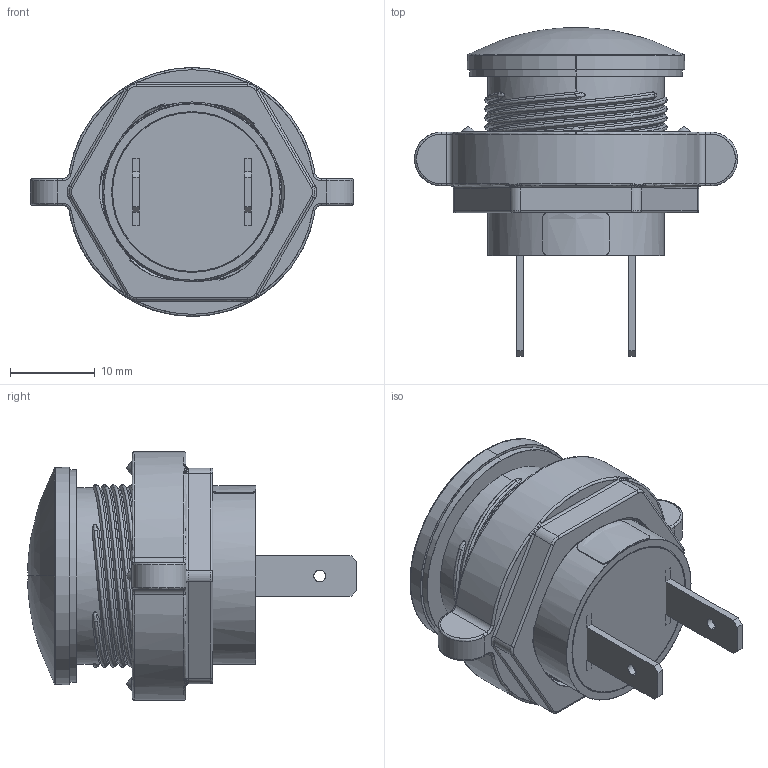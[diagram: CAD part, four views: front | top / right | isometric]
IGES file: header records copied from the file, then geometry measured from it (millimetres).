
Start section: SolidWorks IGES file using analytic representation for surfaces
Global section: file name: CNX 722 X X00 120 X.IGS; native system: SolidWorks 2016; preprocessor: SolidWorks 2016; author: asanchez; date: 170807.092825; units: inch
Bounding box: 38.1 x 38.76 x 29.33 mm (x, y, z)
Surface area: 8161.4 mm2 (no closed solid volume)
Topology: 0 solids, 0 shells, 369 faces, 5088 edges, 5086 vertices
Faces by surface type: bspline 219, revolution 150
